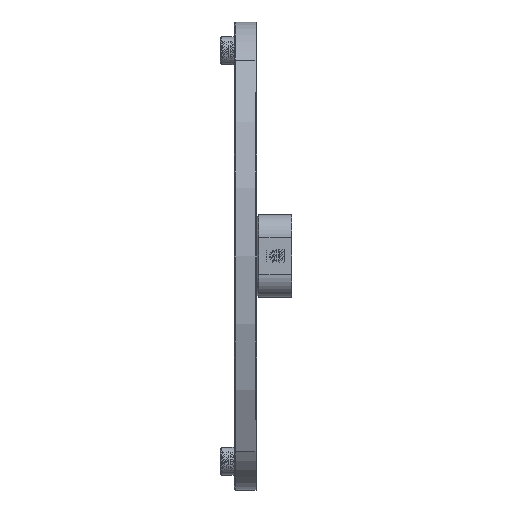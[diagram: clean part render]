
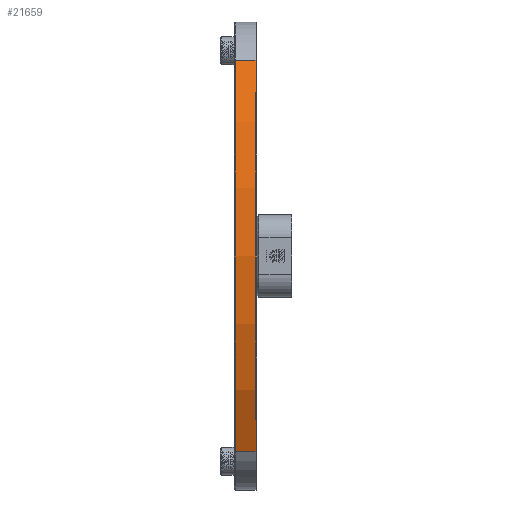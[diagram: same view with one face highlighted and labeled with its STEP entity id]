
A CAD part, left-side view. The second image highlights one B-rep face of the part: STEP entity #21659.
In plain terms, the highlighted cylindrical face has radius 90 mm (diameter 180 mm), a partial arc.
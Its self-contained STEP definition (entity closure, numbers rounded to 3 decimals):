
#3073=FACE_OUTER_BOUND('',#4447,.T.);
#4447=EDGE_LOOP('',(#15171,#15172,#15173,#15174));
#5974=LINE('',#30393,#6966);
#5986=LINE('',#30430,#6978);
#6966=VECTOR('',#25869,10.);
#6978=VECTOR('',#25919,10.);
#7816=CIRCLE('',#23285,90.);
#7824=CIRCLE('',#23301,90.);
#8814=VERTEX_POINT('',#30371);
#8815=VERTEX_POINT('',#30375);
#8819=VERTEX_POINT('',#30391);
#8823=VERTEX_POINT('',#30407);
#11228=EDGE_CURVE('',#8814,#8815,#7816,.T.);
#11236=EDGE_CURVE('',#8819,#8814,#5974,.T.);
#11244=EDGE_CURVE('',#8823,#8819,#7824,.T.);
#11255=EDGE_CURVE('',#8815,#8823,#5986,.T.);
#15171=ORIENTED_EDGE('',*,*,#11228,.F.);
#15172=ORIENTED_EDGE('',*,*,#11236,.F.);
#15173=ORIENTED_EDGE('',*,*,#11244,.F.);
#15174=ORIENTED_EDGE('',*,*,#11255,.F.);
#21128=CYLINDRICAL_SURFACE('',#23312,90.);
#21659=ADVANCED_FACE('',(#3073),#21128,.T.);
#23285=AXIS2_PLACEMENT_3D('',#30377,#25848,#25849);
#23301=AXIS2_PLACEMENT_3D('',#30409,#25888,#25889);
#23312=AXIS2_PLACEMENT_3D('',#30429,#25917,#25918);
#25848=DIRECTION('center_axis',(0.,1.,0.));
#25849=DIRECTION('ref_axis',(-0.808,0.,-0.589));
#25869=DIRECTION('',(0.,1.,0.));
#25888=DIRECTION('center_axis',(0.,-1.,0.));
#25889=DIRECTION('ref_axis',(-0.808,0.,-0.589));
#25917=DIRECTION('center_axis',(0.,1.,0.));
#25918=DIRECTION('ref_axis',(-0.808,0.,-0.589));
#25919=DIRECTION('',(0.,-1.,0.));
#30371=CARTESIAN_POINT('',(-9.347,4.8,2.277));
#30375=CARTESIAN_POINT('',(-9.345,4.8,88.219));
#30377=CARTESIAN_POINT('Origin',(69.733,4.8,45.246));
#30391=CARTESIAN_POINT('',(-9.347,0.2,2.277));
#30393=CARTESIAN_POINT('',(-9.347,0.,2.277));
#30407=CARTESIAN_POINT('',(-9.345,0.2,88.219));
#30409=CARTESIAN_POINT('Origin',(69.733,0.2,45.246));
#30429=CARTESIAN_POINT('Origin',(69.733,0.,45.246));
#30430=CARTESIAN_POINT('',(-9.345,0.,88.219));
